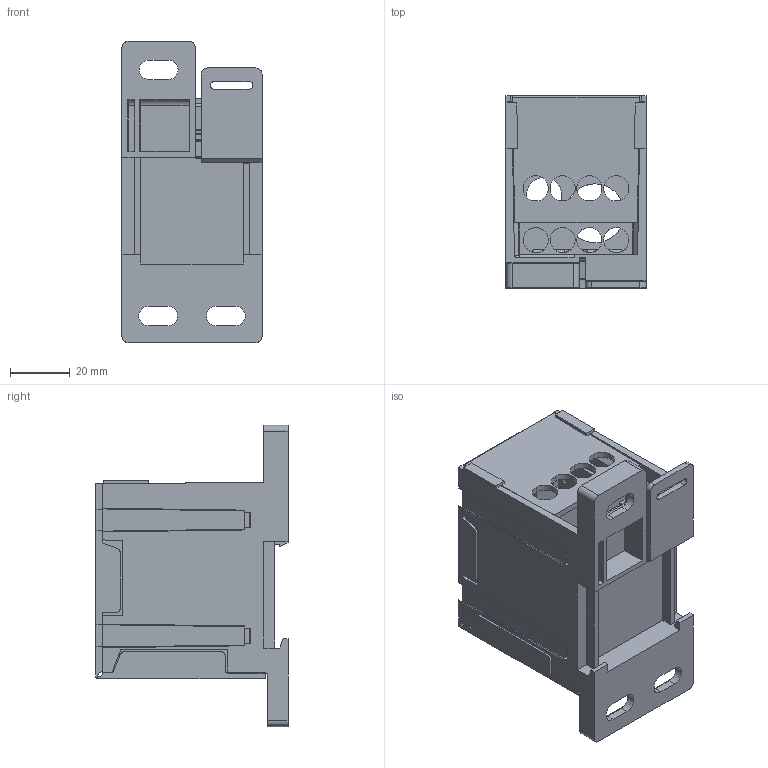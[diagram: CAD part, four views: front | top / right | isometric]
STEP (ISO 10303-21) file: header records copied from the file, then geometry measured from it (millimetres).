
FILE_DESCRIPTION (( 'STEP AP214' ), '1' );
FILE_NAME ('700902revc.STEP', '2013-05-21T14:50:15', ( '' ), ( '' ), 'SwSTEP 2.0', 'SolidWorks 2012', '' );
FILE_SCHEMA (( 'AUTOMOTIVE_DESIGN' ));
Length unit declared in the file: inch
Products named in the file (1): 700902revc
Bounding box: 46.86 x 64.26 x 100.8 mm (x, y, z)
Volume: 46317.2 mm3; surface area: 50658.4 mm2
Topology: 4 solids, 4 shells, 614 faces, 1769 edges, 1162 vertices
Faces by surface type: plane 424, cylinder 188, torus 1, bspline 1
Entity records: 28115 total; most frequent: CARTESIAN_POINT 4013, ORIENTED_EDGE 3538, DIRECTION 3053, EDGE_CURVE 1769, VECTOR 1413, LINE 1413, VERTEX_POINT 1162, AXIS2_PLACEMENT_3D 820
